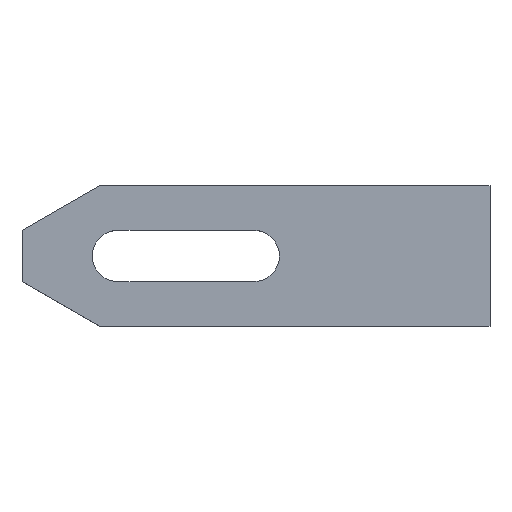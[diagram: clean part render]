
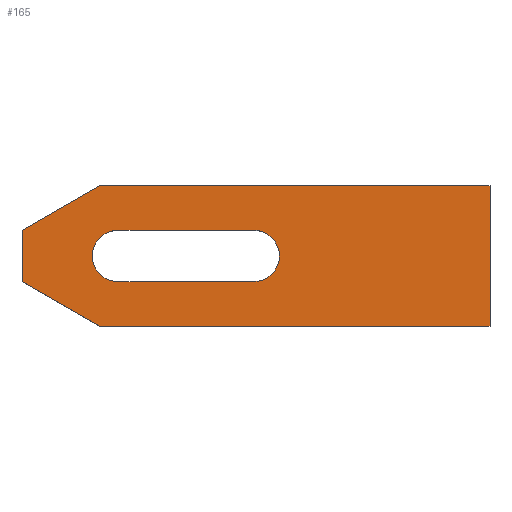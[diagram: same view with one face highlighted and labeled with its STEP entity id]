
A CAD part, top view. The second image highlights one B-rep face of the part: STEP entity #165.
In plain terms, the highlighted planar face has unit normal (0, 0, 1).
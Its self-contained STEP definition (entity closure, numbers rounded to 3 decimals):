
#91=VERTEX_POINT('',#234);
#103=EDGE_CURVE('',#137,#203,#248,.T.);
#107=EDGE_CURVE('',#133,#139,#253,.T.);
#125=EDGE_CURVE('',#175,#137,#272,.T.);
#127=VERTEX_POINT('',#274);
#133=VERTEX_POINT('',#281);
#137=VERTEX_POINT('',#285);
#139=VERTEX_POINT('',#287);
#165=ADVANCED_FACE('',(#315,#316),#317,.T.);
#167=EDGE_CURVE('',#127,#173,#319,.T.);
#169=EDGE_CURVE('',#207,#175,#321,.T.);
#171=EDGE_CURVE('',#173,#91,#323,.T.);
#173=VERTEX_POINT('',#325);
#175=VERTEX_POINT('',#327);
#193=EDGE_CURVE('',#211,#127,#349,.T.);
#197=EDGE_CURVE('',#91,#211,#353,.T.);
#199=EDGE_CURVE('',#139,#207,#355,.T.);
#203=VERTEX_POINT('',#359);
#205=EDGE_CURVE('',#203,#133,#361,.T.);
#207=VERTEX_POINT('',#363);
#211=VERTEX_POINT('',#367);
#234=CARTESIAN_POINT('',(41.,-11.0,30.0));
#248=LINE('',#399,#400);
#253=LINE('',#406,#407);
#272=LINE('',#436,#437);
#274=CARTESIAN_POINT('',(99.,11.0,30.0));
#281=CARTESIAN_POINT('',(32.909,-30.0,30.0));
#285=CARTESIAN_POINT('',(200.0,30.0,30.0));
#287=CARTESIAN_POINT('',(0.,-11.0,30.0));
#315=FACE_BOUND('',#492,.T.);
#316=FACE_OUTER_BOUND('',#493,.T.);
#317=PLANE('',#494);
#319=CIRCLE('',#497,11.0);
#321=LINE('',#500,#501);
#323=LINE('',#504,#505);
#325=CARTESIAN_POINT('',(99.,-11.0,30.0));
#327=CARTESIAN_POINT('',(32.909,30.0,30.0));
#349=LINE('',#538,#539);
#353=CIRCLE('',#546,11.0);
#355=LINE('',#549,#550);
#359=CARTESIAN_POINT('',(200.0,-30.0,30.0));
#361=LINE('',#559,#560);
#363=CARTESIAN_POINT('',(0.,11.0,30.0));
#367=CARTESIAN_POINT('',(41.,11.0,30.0));
#399=CARTESIAN_POINT('',(200.0,-30.0,30.0));
#400=VECTOR('',#600,1.0);
#406=CARTESIAN_POINT('',(0.,-11.0,30.0));
#407=VECTOR('',#609,1.0);
#436=CARTESIAN_POINT('',(200.0,30.0,30.0));
#437=VECTOR('',#625,1.0);
#492=EDGE_LOOP('',(#657,#658,#659,#660));
#493=EDGE_LOOP('',(#661,#662,#663,#664,#665,#666));
#494=AXIS2_PLACEMENT_3D('',#667,#668,#669);
#497=AXIS2_PLACEMENT_3D('',#670,#671,#672);
#500=CARTESIAN_POINT('',(32.909,30.0,30.0));
#501=VECTOR('',#673,1.0);
#504=CARTESIAN_POINT('',(102.496,-11.0,30.0));
#505=VECTOR('',#674,1.0);
#538=CARTESIAN_POINT('',(73.496,11.0,30.0));
#539=VECTOR('',#708,1.0);
#546=AXIS2_PLACEMENT_3D('',#710,#711,#712);
#549=CARTESIAN_POINT('',(0.,11.0,30.0));
#550=VECTOR('',#713,1.0);
#559=CARTESIAN_POINT('',(32.909,-30.0,30.0));
#560=VECTOR('',#715,1.0);
#600=DIRECTION('',(0.0,-1.0,0.0));
#609=DIRECTION('',(-0.866,0.5,0.0));
#625=DIRECTION('',(1.0,0.0,0.0));
#657=ORIENTED_EDGE('',*,*,#197,.T.);
#658=ORIENTED_EDGE('',*,*,#193,.T.);
#659=ORIENTED_EDGE('',*,*,#167,.T.);
#660=ORIENTED_EDGE('',*,*,#171,.T.);
#661=ORIENTED_EDGE('',*,*,#205,.F.);
#662=ORIENTED_EDGE('',*,*,#103,.F.);
#663=ORIENTED_EDGE('',*,*,#125,.F.);
#664=ORIENTED_EDGE('',*,*,#169,.F.);
#665=ORIENTED_EDGE('',*,*,#199,.F.);
#666=ORIENTED_EDGE('',*,*,#107,.F.);
#667=CARTESIAN_POINT('',(105.992,0.,30.0));
#668=DIRECTION('',(0.0,0.0,1.0));
#669=DIRECTION('',(1.0,0.0,0.0));
#670=CARTESIAN_POINT('',(99.,0.,30.0));
#671=DIRECTION('',(0.0,0.0,-1.0));
#672=DIRECTION('',(0.0,1.0,0.0));
#673=DIRECTION('',(0.866,0.5,0.0));
#674=DIRECTION('',(-1.0,0.0,0.0));
#708=DIRECTION('',(1.0,0.0,0.0));
#710=CARTESIAN_POINT('',(41.,0.,30.0));
#711=DIRECTION('',(0.0,0.0,-1.0));
#712=DIRECTION('',(0.0,-1.0,0.0));
#713=DIRECTION('',(0.0,1.0,0.0));
#715=DIRECTION('',(-1.0,0.0,0.0));
